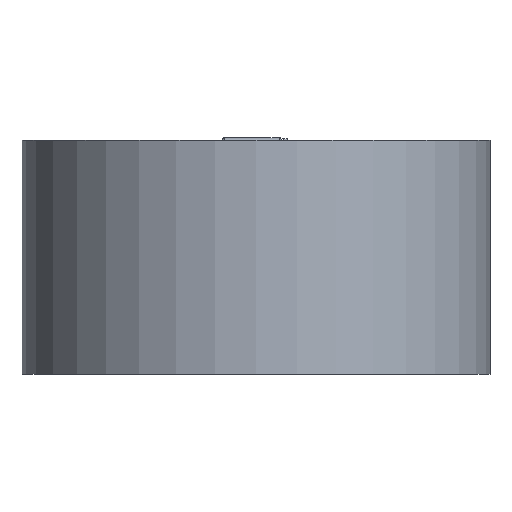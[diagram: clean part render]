
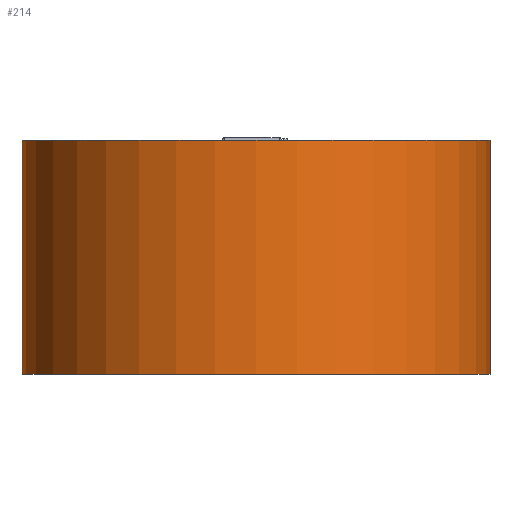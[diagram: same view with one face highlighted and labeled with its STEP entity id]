
A CAD part, front view. The second image highlights one B-rep face of the part: STEP entity #214.
In plain terms, the highlighted cylindrical face has radius 177.8 mm (diameter 355.6 mm), a partial arc.
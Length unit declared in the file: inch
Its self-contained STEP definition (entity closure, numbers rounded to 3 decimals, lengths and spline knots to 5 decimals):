
#6=CARTESIAN_POINT('',(0.,0.,-3.5));
#7=DIRECTION('',(0.,0.,1.));
#8=DIRECTION('',(-1.,0.,0.));
#9=AXIS2_PLACEMENT_3D('',#6,#7,#8);
#21=DIRECTION('',(0.,0.,1.));
#22=VECTOR('',#21,7.);
#23=CARTESIAN_POINT('',(7.,0.,-3.5));
#24=LINE('',#23,#22);
#63=DIRECTION('',(0.,0.,1.));
#64=VECTOR('',#63,7.);
#65=CARTESIAN_POINT('',(-7.,0.,-3.5));
#66=LINE('',#65,#64);
#72=CARTESIAN_POINT('',(0.,0.,3.5));
#73=DIRECTION('',(0.,0.,1.));
#74=DIRECTION('',(-1.,0.,0.));
#75=AXIS2_PLACEMENT_3D('',#72,#73,#74);
#143=CARTESIAN_POINT('',(7.,0.,-3.5));
#144=CARTESIAN_POINT('',(-7.,0.,-3.5));
#145=VERTEX_POINT('',#143);
#146=VERTEX_POINT('',#144);
#151=CARTESIAN_POINT('',(7.,0.,3.5));
#152=CARTESIAN_POINT('',(-7.,0.,3.5));
#153=VERTEX_POINT('',#151);
#154=VERTEX_POINT('',#152);
#202=CARTESIAN_POINT('',(0.,0.,-3.5));
#203=DIRECTION('',(0.,0.,1.));
#204=DIRECTION('',(1.,0.,0.));
#205=AXIS2_PLACEMENT_3D('',#202,#203,#204);
#206=CYLINDRICAL_SURFACE('',#205,7.);
#207=ORIENTED_EDGE('',*,*,#170,.F.);
#208=ORIENTED_EDGE('',*,*,#191,.T.);
#210=ORIENTED_EDGE('',*,*,#209,.T.);
#211=ORIENTED_EDGE('',*,*,#187,.F.);
#212=EDGE_LOOP('',(#207,#208,#210,#211));
#213=FACE_OUTER_BOUND('',#212,.F.);
#10=CIRCLE('',#9,7.);
#76=CIRCLE('',#75,7.);
#170=EDGE_CURVE('',#146,#145,#10,.T.);
#187=EDGE_CURVE('',#145,#153,#24,.T.);
#191=EDGE_CURVE('',#146,#154,#66,.T.);
#209=EDGE_CURVE('',#154,#153,#76,.T.);
#214=ADVANCED_FACE('',(#213),#206,.T.);
